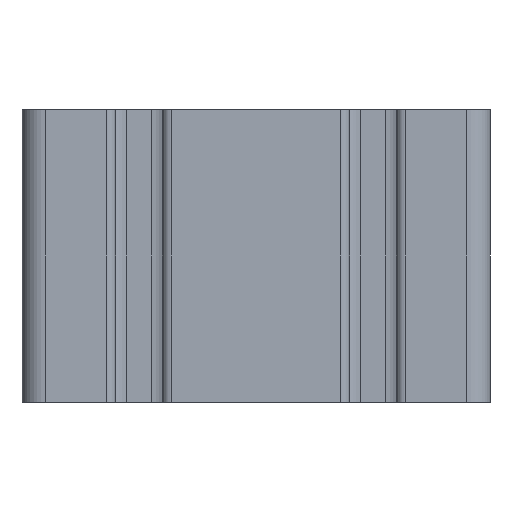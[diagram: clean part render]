
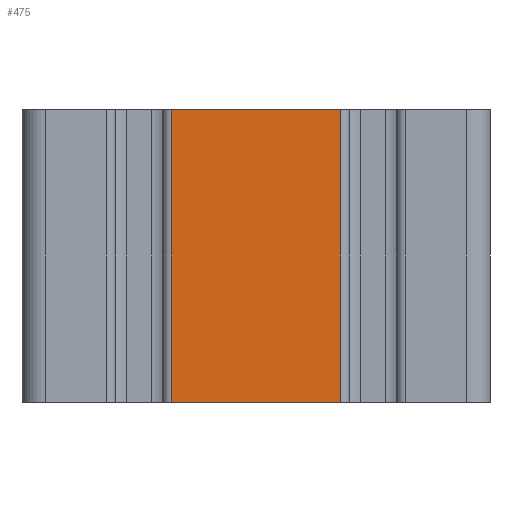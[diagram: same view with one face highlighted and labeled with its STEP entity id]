
A CAD part, left-side view. The second image highlights one B-rep face of the part: STEP entity #475.
In plain terms, the highlighted planar face has unit normal (-1, 0, 0).
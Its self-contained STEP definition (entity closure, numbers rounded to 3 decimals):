
#149 = FACE_OUTER_BOUND ( 'NONE', #6581, .T. ) ;
#475 = ADVANCED_FACE ( 'NONE', ( #149 ), #8409, .F. ) ;
#630 = ORIENTED_EDGE ( 'NONE', *, *, #8741, .T. ) ;
#1461 = ORIENTED_EDGE ( 'NONE', *, *, #8127, .F. ) ;
#1602 = DIRECTION ( 'NONE',  ( 0., -1., 0. ) ) ;
#1657 = CARTESIAN_POINT ( 'NONE',  ( -80., -14.5, 25. ) ) ;
#2433 = CARTESIAN_POINT ( 'NONE',  ( -80., 14.5, -25. ) ) ;
#2710 = VECTOR ( 'NONE', #5011, 1000. ) ;
#3161 = LINE ( 'NONE', #4649, #4057 ) ;
#3936 = VECTOR ( 'NONE', #1602, 1000. ) ;
#4057 = VECTOR ( 'NONE', #8970, 1000. ) ;
#4298 = VERTEX_POINT ( 'NONE', #5116 ) ;
#4649 = CARTESIAN_POINT ( 'NONE',  ( -80., 14.5, 25. ) ) ;
#4761 = AXIS2_PLACEMENT_3D ( 'NONE', #5907, #9252, #7484 ) ;
#5011 = DIRECTION ( 'NONE',  ( 0., 0., -1. ) ) ;
#5116 = CARTESIAN_POINT ( 'NONE',  ( -80., -14.5, -25. ) ) ;
#5280 = CARTESIAN_POINT ( 'NONE',  ( -80., 14.5, -25. ) ) ;
#5341 = VECTOR ( 'NONE', #5589, 1000. ) ;
#5589 = DIRECTION ( 'NONE',  ( 0., 0., -1. ) ) ;
#5907 = CARTESIAN_POINT ( 'NONE',  ( -80., 14.5, 25. ) ) ;
#6169 = ORIENTED_EDGE ( 'NONE', *, *, #6539, .F. ) ;
#6300 = LINE ( 'NONE', #10642, #5341 ) ;
#6539 = EDGE_CURVE ( 'NONE', #7615, #9616, #3161, .T. ) ;
#6581 = EDGE_LOOP ( 'NONE', ( #6595, #1461, #6169, #630 ) ) ;
#6595 = ORIENTED_EDGE ( 'NONE', *, *, #8089, .T. ) ;
#6689 = LINE ( 'NONE', #1657, #2710 ) ;
#7484 = DIRECTION ( 'NONE',  ( 0., 1., 0. ) ) ;
#7615 = VERTEX_POINT ( 'NONE', #9319 ) ;
#8089 = EDGE_CURVE ( 'NONE', #9490, #4298, #9949, .T. ) ;
#8127 = EDGE_CURVE ( 'NONE', #9616, #4298, #6689, .T. ) ;
#8211 = CARTESIAN_POINT ( 'NONE',  ( -80., -14.5, 25. ) ) ;
#8409 = PLANE ( 'NONE',  #4761 ) ;
#8741 = EDGE_CURVE ( 'NONE', #7615, #9490, #6300, .T. ) ;
#8970 = DIRECTION ( 'NONE',  ( 0., -1., 0. ) ) ;
#9252 = DIRECTION ( 'NONE',  ( 1., 0., 0. ) ) ;
#9319 = CARTESIAN_POINT ( 'NONE',  ( -80., 14.5, 25. ) ) ;
#9490 = VERTEX_POINT ( 'NONE', #5280 ) ;
#9616 = VERTEX_POINT ( 'NONE', #8211 ) ;
#9949 = LINE ( 'NONE', #2433, #3936 ) ;
#10642 = CARTESIAN_POINT ( 'NONE',  ( -80., 14.5, 25. ) ) ;
